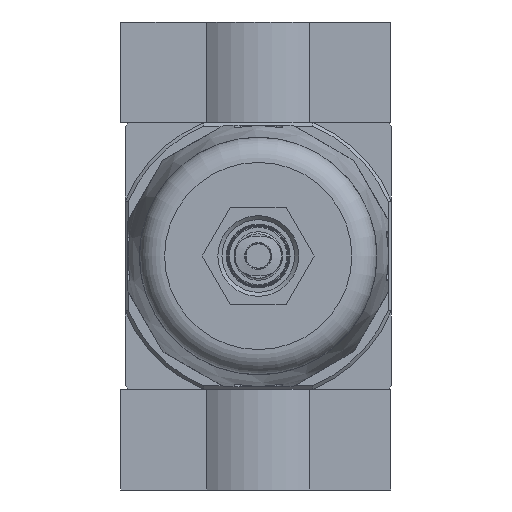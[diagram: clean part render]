
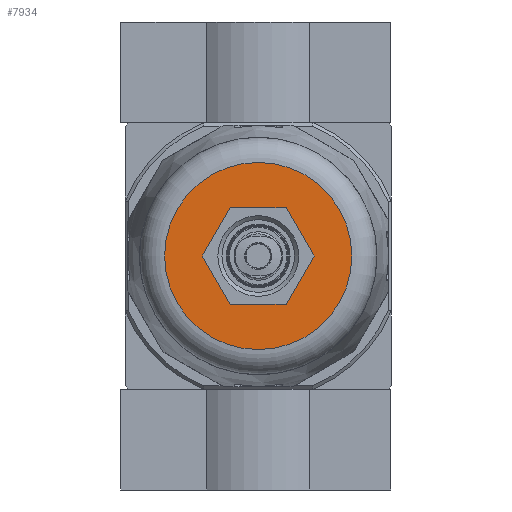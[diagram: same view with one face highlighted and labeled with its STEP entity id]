
A CAD part, front view. The second image highlights one B-rep face of the part: STEP entity #7934.
In plain terms, the highlighted planar face has unit normal (0, -1, 0).
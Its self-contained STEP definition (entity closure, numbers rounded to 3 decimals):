
#338=LINE('',#11627,#720);
#339=LINE('',#11630,#721);
#340=LINE('',#11632,#722);
#341=LINE('',#11634,#723);
#342=LINE('',#11636,#724);
#343=LINE('',#11638,#725);
#720=VECTOR('',#9507,1000.);
#721=VECTOR('',#9508,1000.);
#722=VECTOR('',#9509,1000.);
#723=VECTOR('',#9510,1000.);
#724=VECTOR('',#9511,1000.);
#725=VECTOR('',#9512,1000.);
#1043=PLANE('',#8459);
#1804=ORIENTED_EDGE('',*,*,#3319,.T.);
#1805=ORIENTED_EDGE('',*,*,#3320,.T.);
#1806=ORIENTED_EDGE('',*,*,#3321,.T.);
#1807=ORIENTED_EDGE('',*,*,#3322,.T.);
#1808=ORIENTED_EDGE('',*,*,#3323,.T.);
#1809=ORIENTED_EDGE('',*,*,#3324,.T.);
#1810=ORIENTED_EDGE('',*,*,#3325,.T.);
#3319=EDGE_CURVE('',#4101,#4101,#4612,.T.);
#3320=EDGE_CURVE('',#4102,#4103,#338,.T.);
#3321=EDGE_CURVE('',#4103,#4104,#339,.T.);
#3322=EDGE_CURVE('',#4104,#4105,#340,.T.);
#3323=EDGE_CURVE('',#4105,#4106,#341,.T.);
#3324=EDGE_CURVE('',#4106,#4107,#342,.T.);
#3325=EDGE_CURVE('',#4107,#4102,#343,.T.);
#4101=VERTEX_POINT('',#11626);
#4102=VERTEX_POINT('',#11628);
#4103=VERTEX_POINT('',#11629);
#4104=VERTEX_POINT('',#11631);
#4105=VERTEX_POINT('',#11633);
#4106=VERTEX_POINT('',#11635);
#4107=VERTEX_POINT('',#11637);
#4612=CIRCLE('',#8460,23.2);
#4976=EDGE_LOOP('',(#1804));
#4977=EDGE_LOOP('',(#1805,#1806,#1807,#1808,#1809,#1810));
#5540=FACE_BOUND('',#4976,.T.);
#5541=FACE_BOUND('',#4977,.T.);
#7934=ADVANCED_FACE('',(#5540,#5541),#1043,.F.);
#8459=AXIS2_PLACEMENT_3D('',#11624,#9503,#9504);
#8460=AXIS2_PLACEMENT_3D('',#11625,#9505,#9506);
#9503=DIRECTION('',(0.,1.,0.));
#9504=DIRECTION('',(0.,0.,1.));
#9505=DIRECTION('',(0.,-1.,0.));
#9506=DIRECTION('',(0.,0.,-1.));
#9507=DIRECTION('',(0.,0.,1.));
#9508=DIRECTION('',(0.866,0.,0.5));
#9509=DIRECTION('',(0.866,0.,-0.5));
#9510=DIRECTION('',(0.,0.,-1.));
#9511=DIRECTION('',(-0.866,0.,-0.5));
#9512=DIRECTION('',(-0.866,0.,0.5));
#11624=CARTESIAN_POINT('',(23.2,-165.,0.));
#11625=CARTESIAN_POINT('',(0.,-165.,0.));
#11626=CARTESIAN_POINT('',(0.,-165.,-23.2));
#11627=CARTESIAN_POINT('',(-12.,-165.,-6.928));
#11628=CARTESIAN_POINT('',(-12.,-165.,-6.928));
#11629=CARTESIAN_POINT('',(-12.,-165.,6.928));
#11630=CARTESIAN_POINT('',(-12.,-165.,6.928));
#11631=CARTESIAN_POINT('',(0.,-165.,13.856));
#11632=CARTESIAN_POINT('',(0.,-165.,13.856));
#11633=CARTESIAN_POINT('',(12.,-165.,6.928));
#11634=CARTESIAN_POINT('',(12.,-165.,6.928));
#11635=CARTESIAN_POINT('',(12.,-165.,-6.928));
#11636=CARTESIAN_POINT('',(12.,-165.,-6.928));
#11637=CARTESIAN_POINT('',(0.,-165.,-13.856));
#11638=CARTESIAN_POINT('',(0.,-165.,-13.856));
